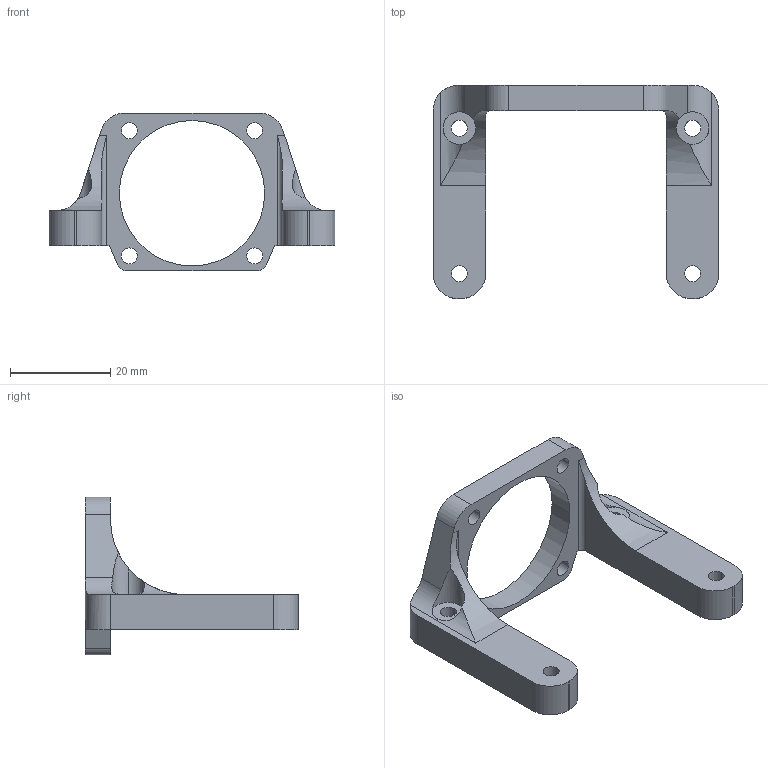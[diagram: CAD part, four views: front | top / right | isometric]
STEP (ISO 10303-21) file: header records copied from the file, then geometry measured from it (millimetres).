
FILE_DESCRIPTION (( 'STEP AP214' ), '1' );
FILE_NAME ('fixation sur tête mobile.STEP', '2021-03-10T09:27:18', ( '' ), ( '' ), 'SwSTEP 2.0', 'SolidWorks 2016', '' );
FILE_SCHEMA (( 'AUTOMOTIVE_DESIGN' ));
Length unit declared in the file: millimetre
Products named in the file (1): fixation sur t皻e mobile
Bounding box: 57 x 42.5 x 31.5 mm (x, y, z)
Volume: 8618.6 mm3; surface area: 5568.2 mm2
Topology: 1 solids, 1 shells, 58 faces, 168 edges, 112 vertices
Faces by surface type: cylinder 38, plane 20
Entity records: 2176 total; most frequent: CARTESIAN_POINT 547, ORIENTED_EDGE 336, DIRECTION 334, EDGE_CURVE 168, AXIS2_PLACEMENT_3D 125, VERTEX_POINT 112, VECTOR 84, LINE 84
